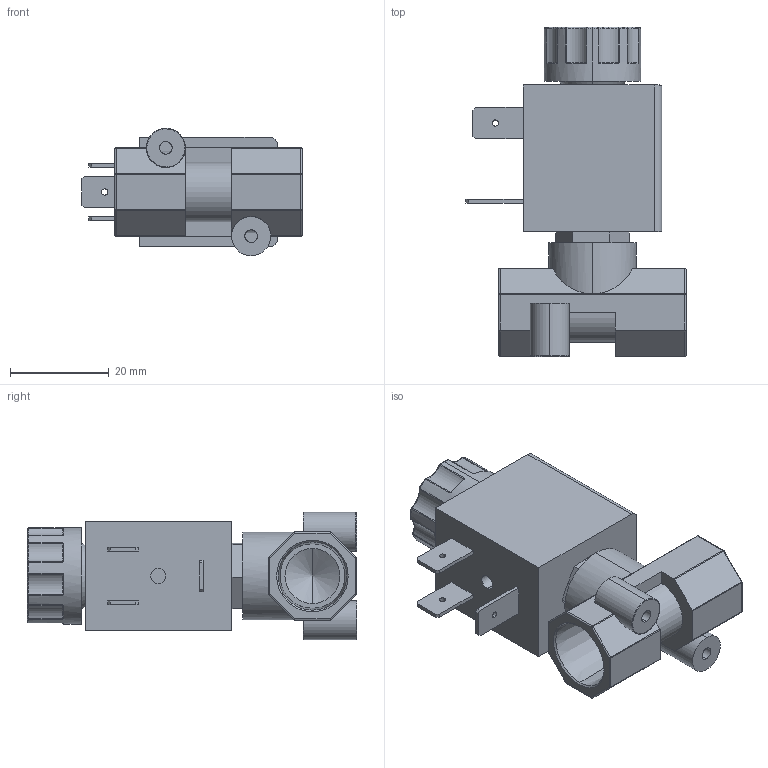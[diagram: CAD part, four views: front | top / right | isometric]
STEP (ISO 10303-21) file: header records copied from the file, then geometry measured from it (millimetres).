
FILE_DESCRIPTION (( 'STEP AP203' ), '1' );
FILE_NAME ('SC911YH02VEBA5.step', '2025-12-15T20:53:31', ( '' ), ( '' ), 'SwSTEP 2.0', 'SolidWorks 2024', '' );
FILE_SCHEMA (( 'CONFIG_CONTROL_DESIGN' ));
Length unit declared in the file: inch
Products named in the file (1): SC911YH02VEBA5
Bounding box: 44.63 x 66.67 x 25.83 mm (x, y, z)
Volume: 29459.1 mm3; surface area: 10407.8 mm2
Topology: 1 solids, 1 shells, 314 faces, 746 edges, 406 vertices
Faces by surface type: bspline 133, cylinder 91, plane 74, cone 14, torus 2
Entity records: 10786 total; most frequent: CARTESIAN_POINT 4413, ORIENTED_EDGE 1408, DIRECTION 1207, EDGE_CURVE 704, AXIS2_PLACEMENT_3D 480, VERTEX_POINT 406, EDGE_LOOP 334, FACE_OUTER_BOUND 314
